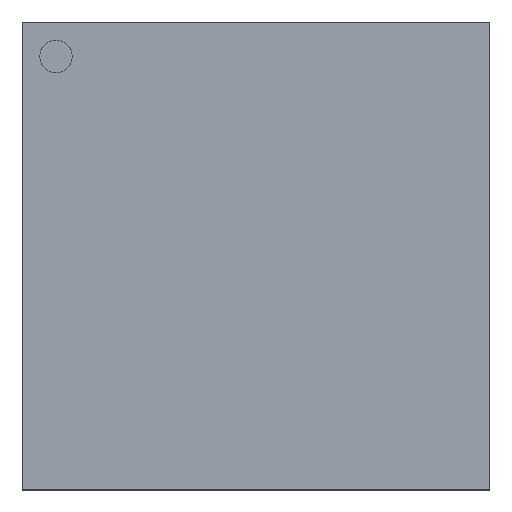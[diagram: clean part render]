
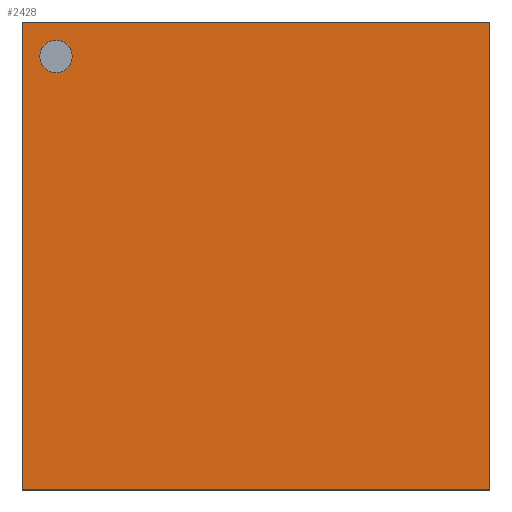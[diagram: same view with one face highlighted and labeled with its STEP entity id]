
A CAD part, top view. The second image highlights one B-rep face of the part: STEP entity #2428.
In plain terms, the highlighted planar face has unit normal (0, 0, 1).
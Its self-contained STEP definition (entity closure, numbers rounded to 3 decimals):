
#18=FACE_BOUND('',#336,.T.);
#35=CIRCLE('',#2610,0.087);
#185=FACE_OUTER_BOUND('',#335,.T.);
#335=EDGE_LOOP('',(#1976,#1977,#1978,#1979));
#336=EDGE_LOOP('',(#1980));
#541=LINE('',#3711,#840);
#553=LINE('',#3736,#852);
#596=LINE('',#3836,#895);
#617=LINE('',#3871,#916);
#840=VECTOR('',#3041,1000.);
#852=VECTOR('',#3055,1000.);
#895=VECTOR('',#3118,1000.);
#916=VECTOR('',#3141,1000.);
#1099=VERTEX_POINT('',#3698);
#1103=VERTEX_POINT('',#3708);
#1104=VERTEX_POINT('',#3710);
#1115=VERTEX_POINT('',#3733);
#1116=VERTEX_POINT('',#3735);
#1374=EDGE_CURVE('',#1099,#1099,#35,.T.);
#1379=EDGE_CURVE('',#1103,#1104,#541,.T.);
#1391=EDGE_CURVE('',#1116,#1115,#553,.T.);
#1442=EDGE_CURVE('',#1104,#1115,#596,.T.);
#1463=EDGE_CURVE('',#1103,#1116,#617,.T.);
#1976=ORIENTED_EDGE('',*,*,#1379,.F.);
#1977=ORIENTED_EDGE('',*,*,#1463,.T.);
#1978=ORIENTED_EDGE('',*,*,#1391,.T.);
#1979=ORIENTED_EDGE('',*,*,#1442,.F.);
#1980=ORIENTED_EDGE('',*,*,#1374,.T.);
#2291=PLANE('',#2626);
#2428=ADVANCED_FACE('',(#185,#18),#2291,.F.);
#2610=AXIS2_PLACEMENT_3D('',#3699,#3030,#3031);
#2626=AXIS2_PLACEMENT_3D('',#3875,#3144,#3145);
#3030=DIRECTION('center_axis',(0.,0.,
-1.));
#3031=DIRECTION('ref_axis',(-1.,0.,0.));
#3041=DIRECTION('',(1.,0.,0.));
#3055=DIRECTION('',(1.,0.,0.));
#3118=DIRECTION('',(0.,-1.,0.));
#3141=DIRECTION('',(0.,-1.,0.));
#3144=DIRECTION('center_axis',(0.,0.,
-1.));
#3145=DIRECTION('ref_axis',(0.,1.,0.));
#3698=CARTESIAN_POINT('',(-0.983,1.142,0.9));
#3699=CARTESIAN_POINT('Origin',(-1.069,1.142,0.9));
#3708=CARTESIAN_POINT('',(-1.25,1.326,0.9));
#3710=CARTESIAN_POINT('',(1.25,1.326,0.9));
#3711=CARTESIAN_POINT('',(-1.25,1.326,0.9));
#3733=CARTESIAN_POINT('',(1.25,-1.174,0.9));
#3735=CARTESIAN_POINT('',(-1.25,-1.174,0.9));
#3736=CARTESIAN_POINT('',(-1.25,-1.174,0.9));
#3836=CARTESIAN_POINT('',(1.25,1.326,0.9));
#3871=CARTESIAN_POINT('',(-1.25,1.326,0.9));
#3875=CARTESIAN_POINT('Origin',(0.,0.076,
0.9));
